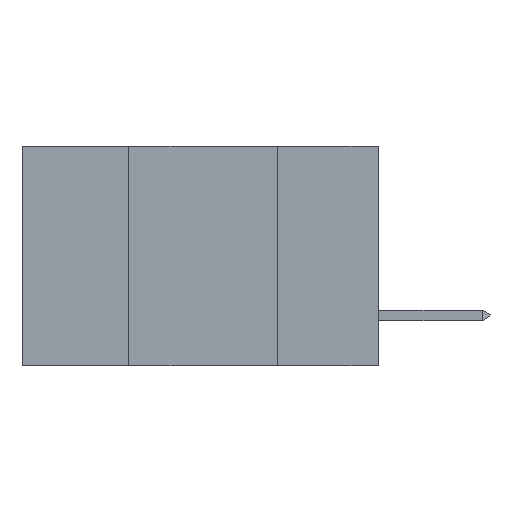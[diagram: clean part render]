
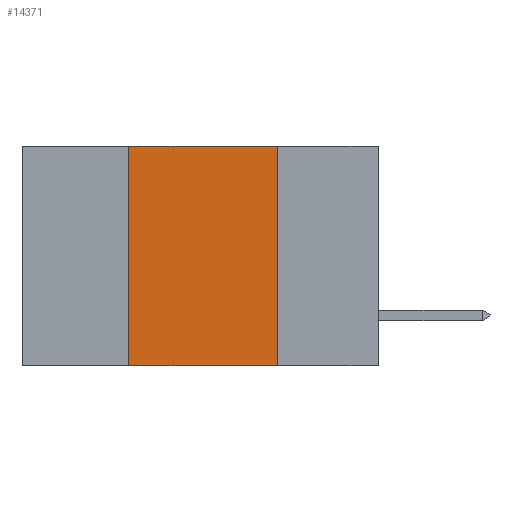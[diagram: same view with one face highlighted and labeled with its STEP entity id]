
A CAD part, left-side view. The second image highlights one B-rep face of the part: STEP entity #14371.
In plain terms, the highlighted planar face has unit normal (-1, 0, 0).
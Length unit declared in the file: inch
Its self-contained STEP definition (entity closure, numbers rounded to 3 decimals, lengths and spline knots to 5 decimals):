
#2000 = VERTEX_POINT ( 'NONE', #16029 ) ;
#2068 = LINE ( 'NONE', #20192, #17229 ) ;
#4758 = VERTEX_POINT ( 'NONE', #22485 ) ;
#4854 = VECTOR ( 'NONE', #11461, 39.37008 ) ;
#5047 = EDGE_CURVE ( 'NONE', #18264, #11204, #9629, .T. ) ;
#6415 = AXIS2_PLACEMENT_3D ( 'NONE', #12529, #14786, #10535 ) ;
#6752 = EDGE_LOOP ( 'NONE', ( #12549, #12427, #25229, #8964 ) ) ;
#6941 = PLANE ( 'NONE',  #6415 ) ;
#7223 = CARTESIAN_POINT ( 'NONE',  ( 0., 0.6, -0.37 ) ) ;
#7767 = DIRECTION ( 'NONE',  ( 0., 0., -1. ) ) ;
#8964 = ORIENTED_EDGE ( 'NONE', *, *, #18143, .T. ) ;
#9629 = LINE ( 'NONE', #21542, #24468 ) ;
#10535 = DIRECTION ( 'NONE',  ( 0., 0., -1. ) ) ;
#11204 = VERTEX_POINT ( 'NONE', #26166 ) ;
#11461 = DIRECTION ( 'NONE',  ( 0., -1., 0. ) ) ;
#12427 = ORIENTED_EDGE ( 'NONE', *, *, #15792, .F. ) ;
#12529 = CARTESIAN_POINT ( 'NONE',  ( 0., 0.6, 0. ) ) ;
#12549 = ORIENTED_EDGE ( 'NONE', *, *, #25347, .F. ) ;
#13452 = DIRECTION ( 'NONE',  ( 0., -1., 0. ) ) ;
#13591 = LINE ( 'NONE', #7223, #4854 ) ;
#14371 = ADVANCED_FACE ( 'NONE', ( #18481 ), #6941, .F. ) ;
#14525 = VECTOR ( 'NONE', #13452, 39.37008 ) ;
#14786 = DIRECTION ( 'NONE',  ( 1., 0., 0. ) ) ;
#15792 = EDGE_CURVE ( 'NONE', #11204, #4758, #19782, .T. ) ;
#16029 = CARTESIAN_POINT ( 'NONE',  ( 0., 0.17, -0.37 ) ) ;
#17229 = VECTOR ( 'NONE', #7767, 39.37008 ) ;
#17547 = CARTESIAN_POINT ( 'NONE',  ( 0., 0.6, 0. ) ) ;
#18143 = EDGE_CURVE ( 'NONE', #18264, #2000, #13591, .T. ) ;
#18264 = VERTEX_POINT ( 'NONE', #24416 ) ;
#18481 = FACE_OUTER_BOUND ( 'NONE', #6752, .T. ) ;
#19782 = LINE ( 'NONE', #17547, #14525 ) ;
#19943 = DIRECTION ( 'NONE',  ( 0., 0., 1. ) ) ;
#20192 = CARTESIAN_POINT ( 'NONE',  ( 0., 0.17, -0.37 ) ) ;
#21542 = CARTESIAN_POINT ( 'NONE',  ( 0., 0.42, -0.37 ) ) ;
#22485 = CARTESIAN_POINT ( 'NONE',  ( 0., 0.17, 0. ) ) ;
#24416 = CARTESIAN_POINT ( 'NONE',  ( 0., 0.42, -0.37 ) ) ;
#24468 = VECTOR ( 'NONE', #19943, 39.37008 ) ;
#25229 = ORIENTED_EDGE ( 'NONE', *, *, #5047, .F. ) ;
#25347 = EDGE_CURVE ( 'NONE', #4758, #2000, #2068, .T. ) ;
#26166 = CARTESIAN_POINT ( 'NONE',  ( 0., 0.42, 0. ) ) ;
